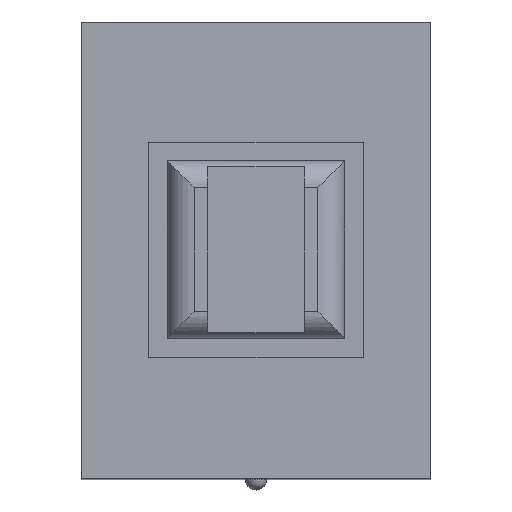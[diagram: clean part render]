
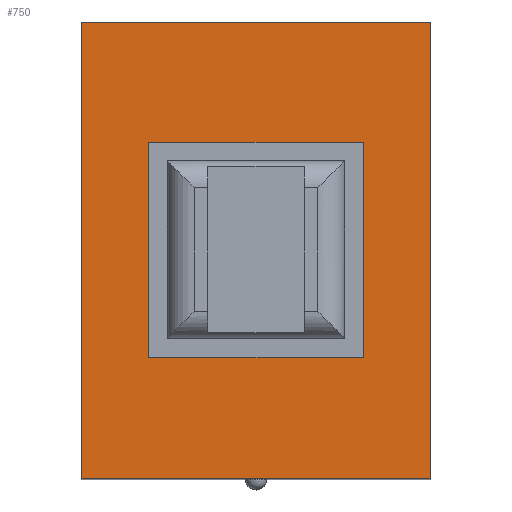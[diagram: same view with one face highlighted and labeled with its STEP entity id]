
A CAD part, top view. The second image highlights one B-rep face of the part: STEP entity #750.
In plain terms, the highlighted planar face has unit normal (0, 0, 1).
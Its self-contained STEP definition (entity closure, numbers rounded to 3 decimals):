
#723 = ORIENTED_EDGE ( 'NONE', *, *, #973, .T. ) ;
#734 = ORIENTED_EDGE ( 'NONE', *, *, #1168, .T. ) ;
#735 = EDGE_LOOP ( 'NONE', ( #736, #737, #873, #747 ) ) ;
#736 = ORIENTED_EDGE ( 'NONE', *, *, #1040, .T. ) ;
#737 = ORIENTED_EDGE ( 'NONE', *, *, #1091, .T. ) ;
#747 = ORIENTED_EDGE ( 'NONE', *, *, #1119, .T. ) ;
#750 = ADVANCED_FACE ( 'NONE', ( #3396, #3395 ), #3428, .T. ) ;
#751 = EDGE_LOOP ( 'NONE', ( #1117, #1072, #723, #734 ) ) ;
#873 = ORIENTED_EDGE ( 'NONE', *, *, #874, .T. ) ;
#874 = EDGE_CURVE ( 'NONE', #978, #983, #3457, .T. ) ;
#973 = EDGE_CURVE ( 'NONE', #1038, #1110, #3836, .T. ) ;
#978 = VERTEX_POINT ( 'NONE', #3861 ) ;
#983 = VERTEX_POINT ( 'NONE', #3893 ) ;
#988 = EDGE_CURVE ( 'NONE', #1070, #1038, #3920, .T. ) ;
#996 = VERTEX_POINT ( 'NONE', #3944 ) ;
#1037 = VERTEX_POINT ( 'NONE', #4088 ) ;
#1038 = VERTEX_POINT ( 'NONE', #4087 ) ;
#1040 = EDGE_CURVE ( 'NONE', #996, #1037, #3983, .T. ) ;
#1070 = VERTEX_POINT ( 'NONE', #3965 ) ;
#1072 = ORIENTED_EDGE ( 'NONE', *, *, #988, .T. ) ;
#1091 = EDGE_CURVE ( 'NONE', #1037, #978, #4084, .T. ) ;
#1110 = VERTEX_POINT ( 'NONE', #4035 ) ;
#1112 = EDGE_CURVE ( 'NONE', #1157, #1070, #4034, .T. ) ;
#1117 = ORIENTED_EDGE ( 'NONE', *, *, #1112, .T. ) ;
#1119 = EDGE_CURVE ( 'NONE', #983, #996, #4015, .T. ) ;
#1157 = VERTEX_POINT ( 'NONE', #4074 ) ;
#1168 = EDGE_CURVE ( 'NONE', #1110, #1157, #4059, .T. ) ;
#3395 = FACE_OUTER_BOUND ( 'NONE', #735, .T. ) ;
#3396 = FACE_BOUND ( 'NONE', #751, .T. ) ;
#3424 = DIRECTION ( 'NONE',  ( 0., -1., 0. ) ) ;
#3425 = DIRECTION ( 'NONE',  ( 0., 0., 1. ) ) ;
#3426 = CARTESIAN_POINT ( 'NONE',  ( -3.25, 4.25, 8.5 ) ) ;
#3427 = AXIS2_PLACEMENT_3D ( 'NONE', #3426, #3425, #3424 ) ;
#3428 = PLANE ( 'NONE',  #3427 ) ;
#3454 = DIRECTION ( 'NONE',  ( 0., -1., 0. ) ) ;
#3455 = VECTOR ( 'NONE', #3454, 1000. ) ;
#3456 = CARTESIAN_POINT ( 'NONE',  ( -3.25, -4.25, 8.5 ) ) ;
#3457 = LINE ( 'NONE', #3456, #3455 ) ;
#3834 = VECTOR ( 'NONE', #3862, 1000. ) ;
#3835 = CARTESIAN_POINT ( 'NONE',  ( -3.25, -2., 8.5 ) ) ;
#3836 = LINE ( 'NONE', #3835, #3834 ) ;
#3841 = DIRECTION ( 'NONE',  ( 0., -1., 0. ) ) ;
#3842 = VECTOR ( 'NONE', #3841, 1000. ) ;
#3843 = CARTESIAN_POINT ( 'NONE',  ( 2., 4.25, 8.5 ) ) ;
#3861 = CARTESIAN_POINT ( 'NONE',  ( -3.25, 4.25, 8.5 ) ) ;
#3862 = DIRECTION ( 'NONE',  ( -1., 0., 0. ) ) ;
#3893 = CARTESIAN_POINT ( 'NONE',  ( -3.25, -4.25, 8.5 ) ) ;
#3920 = LINE ( 'NONE', #3843, #3842 ) ;
#3944 = CARTESIAN_POINT ( 'NONE',  ( 3.25, -4.25, 8.5 ) ) ;
#3965 = CARTESIAN_POINT ( 'NONE',  ( 2., 2., 8.5 ) ) ;
#3980 = DIRECTION ( 'NONE',  ( 0., 1., 0. ) ) ;
#3981 = VECTOR ( 'NONE', #3980, 1000. ) ;
#3982 = CARTESIAN_POINT ( 'NONE',  ( 3.25, 4.25, 8.5 ) ) ;
#3983 = LINE ( 'NONE', #3982, #3981 ) ;
#4015 = LINE ( 'NONE', #4077, #4076 ) ;
#4031 = DIRECTION ( 'NONE',  ( 1., 0., 0. ) ) ;
#4032 = VECTOR ( 'NONE', #4031, 1000. ) ;
#4033 = CARTESIAN_POINT ( 'NONE',  ( -3.25, 2., 8.5 ) ) ;
#4034 = LINE ( 'NONE', #4033, #4032 ) ;
#4035 = CARTESIAN_POINT ( 'NONE',  ( -2., -2., 8.5 ) ) ;
#4056 = DIRECTION ( 'NONE',  ( 0., 1., 0. ) ) ;
#4057 = VECTOR ( 'NONE', #4056, 1000. ) ;
#4058 = CARTESIAN_POINT ( 'NONE',  ( -2., 4.25, 8.5 ) ) ;
#4059 = LINE ( 'NONE', #4058, #4057 ) ;
#4074 = CARTESIAN_POINT ( 'NONE',  ( -2., 2., 8.5 ) ) ;
#4075 = DIRECTION ( 'NONE',  ( 1., 0., 0. ) ) ;
#4076 = VECTOR ( 'NONE', #4075, 1000. ) ;
#4077 = CARTESIAN_POINT ( 'NONE',  ( -3.25, -4.25, 8.5 ) ) ;
#4081 = DIRECTION ( 'NONE',  ( -1., 0., 0. ) ) ;
#4082 = VECTOR ( 'NONE', #4081, 1000. ) ;
#4083 = CARTESIAN_POINT ( 'NONE',  ( -3.25, 4.25, 8.5 ) ) ;
#4084 = LINE ( 'NONE', #4083, #4082 ) ;
#4087 = CARTESIAN_POINT ( 'NONE',  ( 2., -2., 8.5 ) ) ;
#4088 = CARTESIAN_POINT ( 'NONE',  ( 3.25, 4.25, 8.5 ) ) ;
